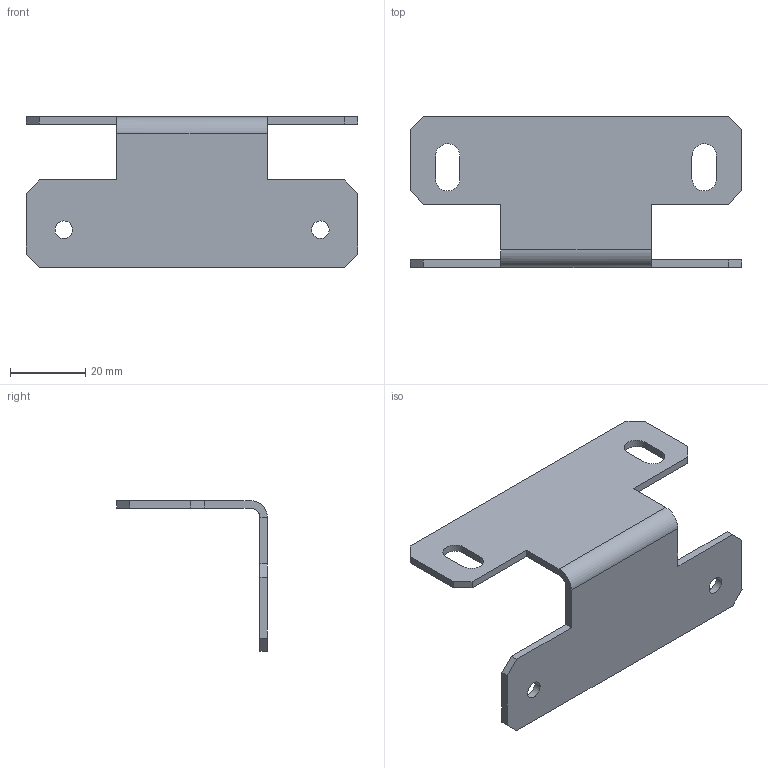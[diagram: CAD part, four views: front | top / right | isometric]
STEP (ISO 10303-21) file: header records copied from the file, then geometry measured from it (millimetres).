
FILE_DESCRIPTION((''),'2;1');
FILE_NAME('Sujecion_Placa_Montaje_Intermedia.stp', '2017-12-01T11:23:30',('User'),('SDRC'),'I-DEAS Master Series 9','UNIX', 'Yes');
FILE_SCHEMA(('CONFIG_CONTROL_DESIGN', 'GEOMETRIC_VALIDATION_PROPERTIES_MIM','SHAPE_APPEARANCE_LAYER_MIM'));
Length unit declared in the file: millimetre
Bounding box: 88 x 40 x 40 mm (x, y, z)
Volume: 10118.5 mm3; surface area: 11123 mm2
Topology: 1 solids, 1 shells, 38 faces, 104 edges, 68 vertices
Faces by surface type: bspline 38
Entity records: 1294 total; most frequent: CARTESIAN_POINT 537, ORIENTED_EDGE 208, EDGE_CURVE 104, QUASI_UNIFORM_CURVE 88, VERTEX_POINT 68, EDGE_LOOP 46, FACE_OUTER_BOUND 38, ADVANCED_FACE 38
